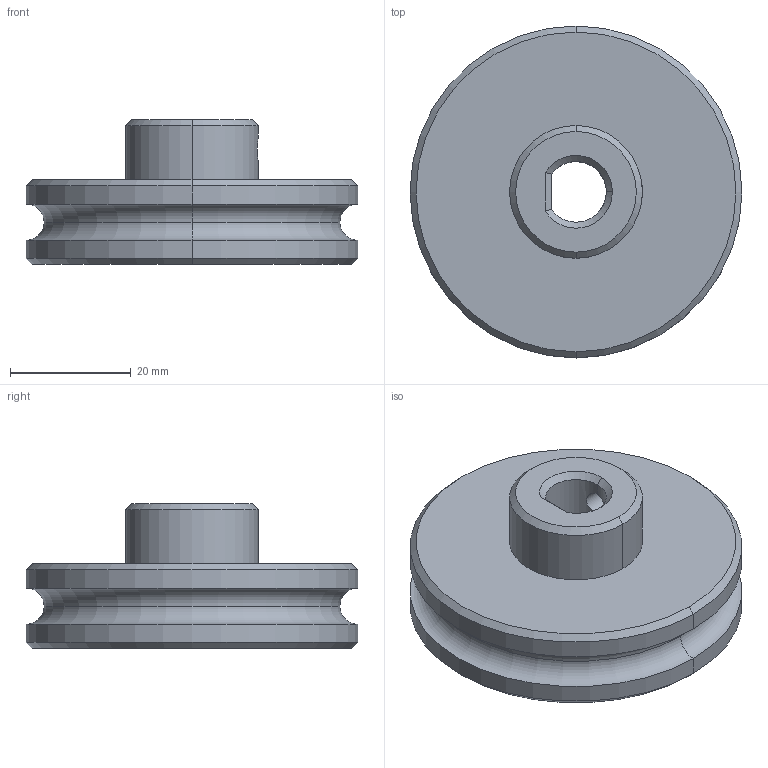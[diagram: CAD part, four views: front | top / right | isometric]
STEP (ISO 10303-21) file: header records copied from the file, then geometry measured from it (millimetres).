
FILE_DESCRIPTION (( 'STEP AP214' ), '1' );
FILE_NAME ('55mm 6mm Pully.STEP', '2025-03-02T10:50:03', ( '' ), ( '' ), 'SwSTEP 2.0', 'SolidWorks 2020', '' );
FILE_SCHEMA (( 'AUTOMOTIVE_DESIGN' ));
Length unit declared in the file: millimetre
Products named in the file (1): 55mm 6mm Pully
Bounding box: 55 x 55 x 24 mm (x, y, z)
Volume: 32596 mm3; surface area: 8709.3 mm2
Topology: 1 solids, 1 shells, 29 faces, 62 edges, 35 vertices
Faces by surface type: cylinder 10, cone 9, plane 6, torus 4
Entity records: 929 total; most frequent: CARTESIAN_POINT 255, DIRECTION 145, ORIENTED_EDGE 124, EDGE_CURVE 62, AXIS2_PLACEMENT_3D 61, VERTEX_POINT 35, EDGE_LOOP 33, CIRCLE 31
